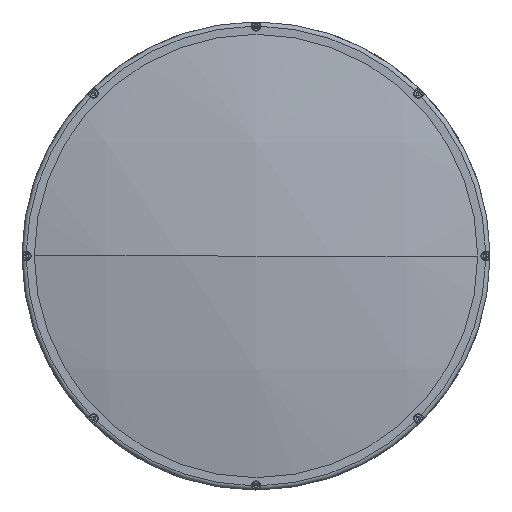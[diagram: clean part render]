
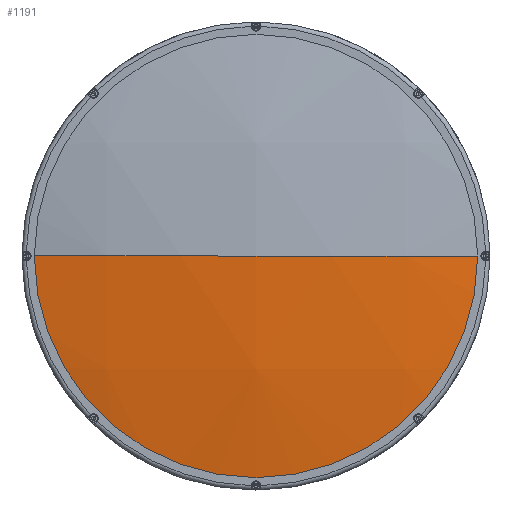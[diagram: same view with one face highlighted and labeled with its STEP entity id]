
A CAD part, left-side view. The second image highlights one B-rep face of the part: STEP entity #1191.
In plain terms, the highlighted spherical face has radius 786 mm.
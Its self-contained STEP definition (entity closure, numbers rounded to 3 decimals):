
#775 = VERTEX_POINT ( 'NONE', #8589 ) ;
#1191 = ADVANCED_FACE ( 'NONE', ( #1586 ), #7036, .T. ) ;
#1586 = FACE_OUTER_BOUND ( 'NONE', #6538, .T. ) ;
#2297 = AXIS2_PLACEMENT_3D ( 'NONE', #2650, #5293, #7939 ) ;
#2650 = CARTESIAN_POINT ( 'NONE',  ( -703.698, 0., 0. ) ) ;
#2759 = DIRECTION ( 'NONE',  ( 0., 0., -1. ) ) ;
#3297 = DIRECTION ( 'NONE',  ( 0., 1., 0. ) ) ;
#3807 = CIRCLE ( 'NONE', #9516, 786. ) ;
#3935 = EDGE_CURVE ( 'NONE', #7229, #775, #4676, .T. ) ;
#3977 = EDGE_CURVE ( 'NONE', #775, #6729, #10016, .T. ) ;
#4163 = CARTESIAN_POINT ( 'NONE',  ( 66.968, 0., 0. ) ) ;
#4676 = CIRCLE ( 'NONE', #2297, 154.5 ) ;
#5293 = DIRECTION ( 'NONE',  ( -1., 0., 0. ) ) ;
#5858 = ORIENTED_EDGE ( 'NONE', *, *, #7038, .F. ) ;
#6086 = DIRECTION ( 'NONE',  ( 0., -1., 0. ) ) ;
#6135 = CARTESIAN_POINT ( 'NONE',  ( -703.698, 154.5, 0. ) ) ;
#6192 = CARTESIAN_POINT ( 'NONE',  ( 66.968, 0., 0. ) ) ;
#6538 = EDGE_LOOP ( 'NONE', ( #9896, #7101, #5858 ) ) ;
#6729 = VERTEX_POINT ( 'NONE', #9140 ) ;
#6858 = AXIS2_PLACEMENT_3D ( 'NONE', #4163, #11187, #3297 ) ;
#6887 = AXIS2_PLACEMENT_3D ( 'NONE', #9852, #2759, #7412 ) ;
#7036 = SPHERICAL_SURFACE ( 'NONE', #6858, 786. ) ;
#7038 = EDGE_CURVE ( 'NONE', #7229, #6729, #3807, .T. ) ;
#7101 = ORIENTED_EDGE ( 'NONE', *, *, #3977, .T. ) ;
#7229 = VERTEX_POINT ( 'NONE', #6135 ) ;
#7412 = DIRECTION ( 'NONE',  ( 0., 1., 0. ) ) ;
#7752 = DIRECTION ( 'NONE',  ( 0., 0., 1. ) ) ;
#7939 = DIRECTION ( 'NONE',  ( 0., 0., 1. ) ) ;
#8589 = CARTESIAN_POINT ( 'NONE',  ( -703.698, -154.5, 0. ) ) ;
#9140 = CARTESIAN_POINT ( 'NONE',  ( -719.032, 0., 0. ) ) ;
#9516 = AXIS2_PLACEMENT_3D ( 'NONE', #6192, #7752, #6086 ) ;
#9852 = CARTESIAN_POINT ( 'NONE',  ( 66.968, 0., 0. ) ) ;
#9896 = ORIENTED_EDGE ( 'NONE', *, *, #3935, .T. ) ;
#10016 = CIRCLE ( 'NONE', #6887, 786. ) ;
#11187 = DIRECTION ( 'NONE',  ( 0., 0., -1. ) ) ;
